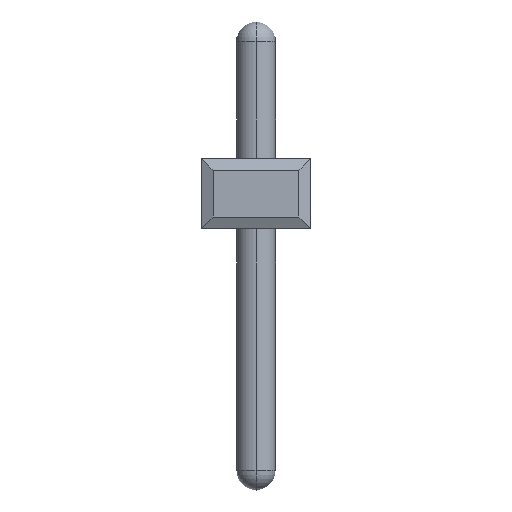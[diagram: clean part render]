
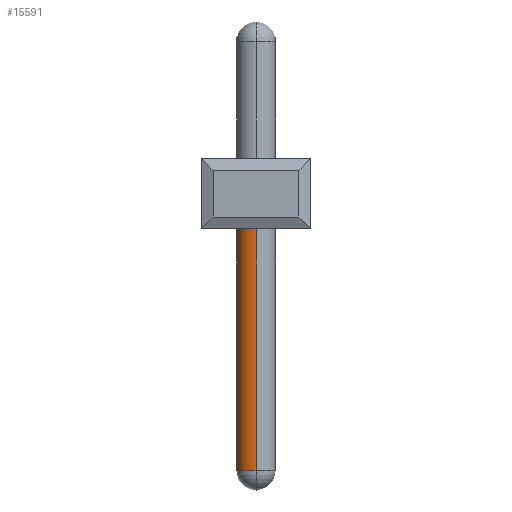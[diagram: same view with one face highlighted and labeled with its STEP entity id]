
A CAD part, front view. The second image highlights one B-rep face of the part: STEP entity #15591.
In plain terms, the highlighted cylindrical face has radius 0.5 mm (diameter 1 mm), a partial arc.
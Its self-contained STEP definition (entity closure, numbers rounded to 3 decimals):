
#5407=CARTESIAN_POINT('',(1.4,-61.25,0.2));
#5408=DIRECTION('',(0.,0.,1.));
#5409=DIRECTION('',(0.,1.,0.));
#5410=AXIS2_PLACEMENT_3D('',#5407,#5408,#5409);
#5421=CARTESIAN_POINT('',(1.4,-61.25,-6.2));
#5422=DIRECTION('',(0.,0.,1.));
#5423=DIRECTION('',(0.,1.,0.));
#5424=AXIS2_PLACEMENT_3D('',#5421,#5422,#5423);
#5426=DIRECTION('',(0.,0.,1.));
#5427=VECTOR('',#5426,6.4);
#5428=CARTESIAN_POINT('',(1.4,-60.75,-6.2));
#5429=LINE('',#5428,#5427);
#5435=DIRECTION('',(0.,0.,1.));
#5436=VECTOR('',#5435,6.4);
#5437=CARTESIAN_POINT('',(1.4,-61.75,-6.2));
#5438=LINE('',#5437,#5436);
#6926=CARTESIAN_POINT('',(1.4,-60.75,-6.2));
#6928=VERTEX_POINT('',#6926);
#6933=CARTESIAN_POINT('',(1.4,-61.75,-6.2));
#6934=VERTEX_POINT('',#6933);
#6937=CARTESIAN_POINT('',(1.4,-60.75,0.2));
#6938=CARTESIAN_POINT('',(1.4,-61.75,0.2));
#6939=VERTEX_POINT('',#6937);
#6940=VERTEX_POINT('',#6938);
#15577=CARTESIAN_POINT('',(1.4,-61.25,-7.3));
#15578=DIRECTION('',(0.,0.,1.));
#15579=DIRECTION('',(0.,1.,0.));
#15580=AXIS2_PLACEMENT_3D('',#15577,#15578,#15579);
#15581=CYLINDRICAL_SURFACE('',#15580,0.5);
#15582=ORIENTED_EDGE('',*,*,#15558,.T.);
#15584=ORIENTED_EDGE('',*,*,#15583,.F.);
#15586=ORIENTED_EDGE('',*,*,#15585,.F.);
#15588=ORIENTED_EDGE('',*,*,#15587,.T.);
#15589=EDGE_LOOP('',(#15582,#15584,#15586,#15588));
#15590=FACE_OUTER_BOUND('',#15589,.F.);
#15591=ADVANCED_FACE('',(#15590),#15581,.T.);
#5411=CIRCLE('',#5410,0.5);
#5425=CIRCLE('',#5424,0.5);
#15558=EDGE_CURVE('',#6939,#6940,#5411,.T.);
#15583=EDGE_CURVE('',#6934,#6940,#5438,.T.);
#15585=EDGE_CURVE('',#6928,#6934,#5425,.T.);
#15587=EDGE_CURVE('',#6928,#6939,#5429,.T.);
